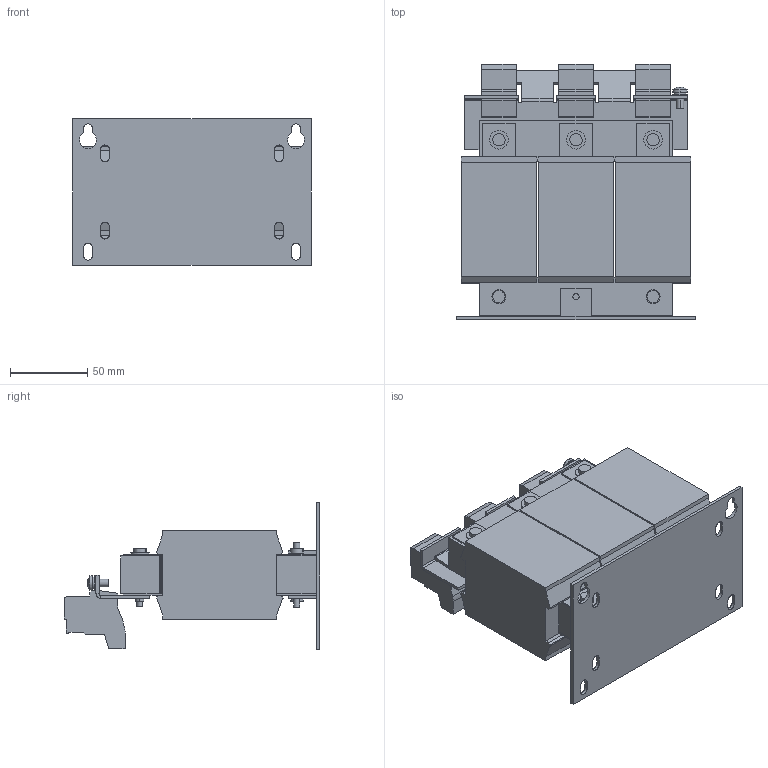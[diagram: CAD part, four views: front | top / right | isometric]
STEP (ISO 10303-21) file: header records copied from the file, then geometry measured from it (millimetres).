
FILE_DESCRIPTION (( 'STEP AP214' ), '1' );
FILE_NAME ('397378.STEP', '2021-11-19T11:50:47', ( '' ), ( '' ), 'SwSTEP 2.0', 'SolidWorks 2018', '' );
FILE_SCHEMA (( 'AUTOMOTIVE_DESIGN' ));
Length unit declared in the file: millimetre
Products named in the file (1): 397378
Bounding box: 155 x 165.82 x 95 mm (x, y, z)
Volume: 932287.2 mm3; surface area: 151086.2 mm2
Topology: 1 solids, 1 shells, 893 faces, 2372 edges, 1525 vertices
Faces by surface type: plane 695, cylinder 185, cone 6, torus 5, sphere 2
Entity records: 27474 total; most frequent: CARTESIAN_POINT 4837, ORIENTED_EDGE 4740, DIRECTION 4564, EDGE_CURVE 2370, VECTOR 1932, LINE 1932, VERTEX_POINT 1525, AXIS2_PLACEMENT_3D 1316
